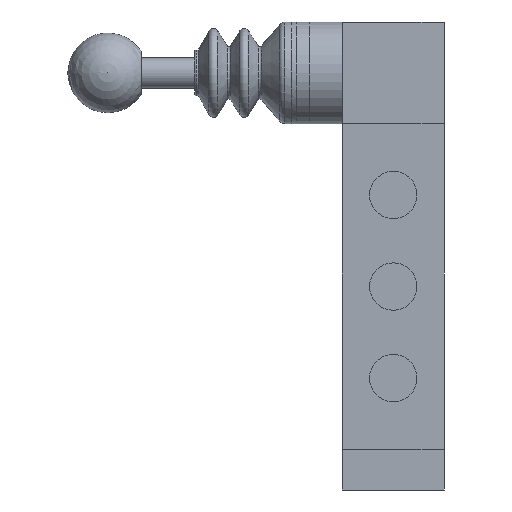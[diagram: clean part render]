
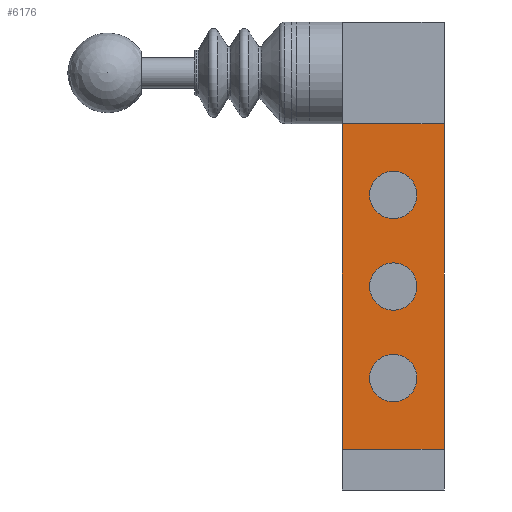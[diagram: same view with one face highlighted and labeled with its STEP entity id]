
A CAD part, front view. The second image highlights one B-rep face of the part: STEP entity #6176.
In plain terms, the highlighted planar face has unit normal (0, -1, 0).
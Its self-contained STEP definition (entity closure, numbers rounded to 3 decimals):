
#2850 = VERTEX_POINT ( 'NONE', #10504 ) ;
#3068 = VERTEX_POINT ( 'NONE', #10722 ) ;
#3071 = VERTEX_POINT ( 'NONE', #10725 ) ;
#3138 = VERTEX_POINT ( 'NONE', #10792 ) ;
#5046 = VERTEX_POINT ( 'NONE', #5047 ) ;
#5047 = CARTESIAN_POINT ( 'NONE',  ( 9.315, -35., 100. ) ) ;
#5048 = VERTEX_POINT ( 'NONE', #5049 ) ;
#5049 = CARTESIAN_POINT ( 'NONE',  ( 9.316, -35., 28. ) ) ;
#5050 = VERTEX_POINT ( 'NONE', #5051 ) ;
#5051 = CARTESIAN_POINT ( 'NONE',  ( 9.316, -35., 64. ) ) ;
#5267 = EDGE_LOOP ( 'NONE', ( #6916, #6917, #6918, #6919 ) ) ;
#5268 = EDGE_LOOP ( 'NONE', ( #6915 ) ) ;
#5269 = EDGE_LOOP ( 'NONE', ( #6914 ) ) ;
#5276 = EDGE_LOOP ( 'NONE', ( #6913 ) ) ;
#5934 = EDGE_CURVE ( 'NONE', #2850, #3138, #8792, .T. ) ;
#5960 = EDGE_CURVE ( 'NONE', #3071, #3068, #8822, .T. ) ;
#5965 = EDGE_CURVE ( 'NONE', #3068, #3138, #8846, .T. ) ;
#5976 = EDGE_CURVE ( 'NONE', #5046, #5046, #8861, .T. ) ;
#5977 = EDGE_CURVE ( 'NONE', #5048, #5048, #8863, .T. ) ;
#5978 = EDGE_CURVE ( 'NONE', #3071, #2850, #8850, .T. ) ;
#5979 = EDGE_CURVE ( 'NONE', #5050, #5050, #8867, .T. ) ;
#6176 = ADVANCED_FACE ( 'NONE', ( #15103, #15109, #15111, #15113 ), #15551, .T. ) ;
#6913 = ORIENTED_EDGE ( 'NONE', *, *, #5977, .T. ) ;
#6914 = ORIENTED_EDGE ( 'NONE', *, *, #5979, .T. ) ;
#6915 = ORIENTED_EDGE ( 'NONE', *, *, #5976, .T. ) ;
#6916 = ORIENTED_EDGE ( 'NONE', *, *, #5934, .T. ) ;
#6917 = ORIENTED_EDGE ( 'NONE', *, *, #5965, .F. ) ;
#6918 = ORIENTED_EDGE ( 'NONE', *, *, #5960, .F. ) ;
#6919 = ORIENTED_EDGE ( 'NONE', *, *, #5978, .T. ) ;
#8792 = LINE ( 'NONE', #11170, #8800 ) ;
#8800 = VECTOR ( 'NONE', #11171, 1000. ) ;
#8822 = LINE ( 'NONE', #11233, #8842 ) ;
#8842 = VECTOR ( 'NONE', #11234, 1000. ) ;
#8846 = LINE ( 'NONE', #11246, #8848 ) ;
#8848 = VECTOR ( 'NONE', #11247, 1000. ) ;
#8850 = LINE ( 'NONE', #11283, #8862 ) ;
#8861 = CIRCLE ( 'NONE', #11688, 9.316 ) ;
#8862 = VECTOR ( 'NONE', #11284, 1000. ) ;
#8863 = CIRCLE ( 'NONE', #11689, 9.316 ) ;
#8867 = CIRCLE ( 'NONE', #11678, 9.316 ) ;
#10504 = CARTESIAN_POINT ( 'NONE',  ( 20., -35., 128. ) ) ;
#10722 = CARTESIAN_POINT ( 'NONE',  ( -20., -35., 0. ) ) ;
#10725 = CARTESIAN_POINT ( 'NONE',  ( 20., -35., 0. ) ) ;
#10792 = CARTESIAN_POINT ( 'NONE',  ( -20., -35., 128. ) ) ;
#11170 = CARTESIAN_POINT ( 'NONE',  ( 20., -35., 128. ) ) ;
#11171 = DIRECTION ( 'NONE',  ( -1., 0., 0. ) ) ;
#11233 = CARTESIAN_POINT ( 'NONE',  ( -20., -35., 0. ) ) ;
#11234 = DIRECTION ( 'NONE',  ( -1., 0., 0. ) ) ;
#11246 = CARTESIAN_POINT ( 'NONE',  ( -20., -35., 0. ) ) ;
#11247 = DIRECTION ( 'NONE',  ( 0., 0., 1. ) ) ;
#11272 = CARTESIAN_POINT ( 'NONE',  ( 0., -35., 100. ) ) ;
#11275 = CARTESIAN_POINT ( 'NONE',  ( 0., -35., 28. ) ) ;
#11278 = DIRECTION ( 'NONE',  ( 0., 1., 0. ) ) ;
#11279 = DIRECTION ( 'NONE',  ( 1., 0., 0. ) ) ;
#11281 = DIRECTION ( 'NONE',  ( 0., 1., 0. ) ) ;
#11282 = DIRECTION ( 'NONE',  ( 1., 0., 0. ) ) ;
#11283 = CARTESIAN_POINT ( 'NONE',  ( 20., -35., 0. ) ) ;
#11284 = DIRECTION ( 'NONE',  ( 0., 0., 1. ) ) ;
#11285 = CARTESIAN_POINT ( 'NONE',  ( 0., -35., 64. ) ) ;
#11286 = DIRECTION ( 'NONE',  ( 0., 1., 0. ) ) ;
#11287 = DIRECTION ( 'NONE',  ( 1., 0., 0. ) ) ;
#11678 = AXIS2_PLACEMENT_3D ( 'NONE', #11285, #11286, #11287 ) ;
#11688 = AXIS2_PLACEMENT_3D ( 'NONE', #11272, #11278, #11279 ) ;
#11689 = AXIS2_PLACEMENT_3D ( 'NONE', #11275, #11281, #11282 ) ;
#12386 = AXIS2_PLACEMENT_3D ( 'NONE', #15541, #15555, #15556 ) ;
#15103 = FACE_BOUND ( 'NONE', #5276, .T. ) ;
#15109 = FACE_BOUND ( 'NONE', #5269, .T. ) ;
#15111 = FACE_BOUND ( 'NONE', #5268, .T. ) ;
#15113 = FACE_OUTER_BOUND ( 'NONE', #5267, .T. ) ;
#15541 = CARTESIAN_POINT ( 'NONE',  ( 20., -35., 0. ) ) ;
#15551 = PLANE ( 'NONE',  #12386 ) ;
#15555 = DIRECTION ( 'NONE',  ( 0., -1., 0. ) ) ;
#15556 = DIRECTION ( 'NONE',  ( 0.707, 0., 0.707 ) ) ;
